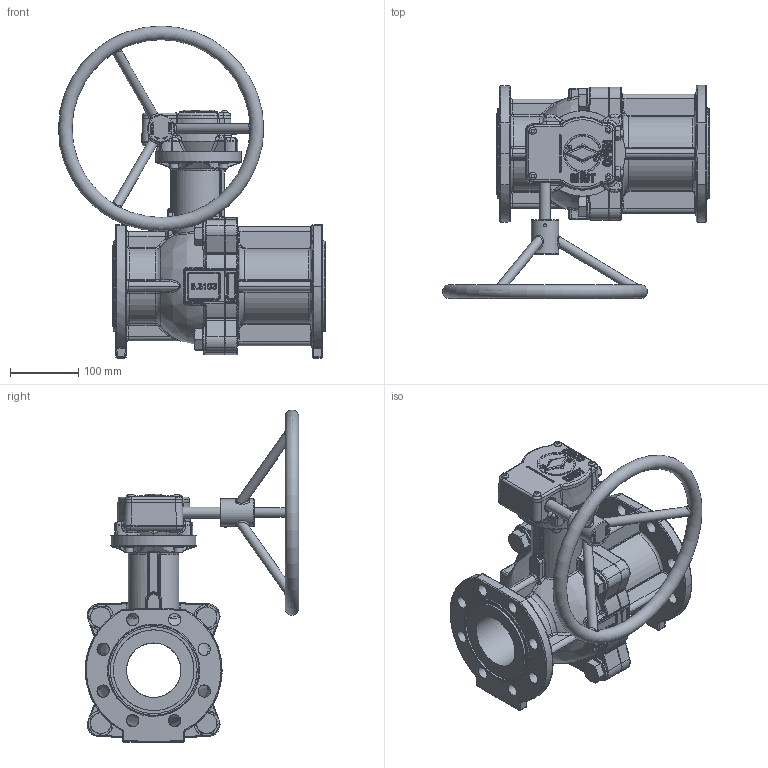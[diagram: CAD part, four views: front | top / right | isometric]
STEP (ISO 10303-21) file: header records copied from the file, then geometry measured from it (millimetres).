
FILE_DESCRIPTION(('HOOPS Exchange Step'),'2;1');
FILE_NAME('FK13001010.stp','2025-09-18T10:57:49+02:00',('nieru'),('Unknown organisation'),'HOOPS Exchange 2024.2','HOOPS Exchange','Unknown authorisation');
FILE_SCHEMA( ('AP203_CONFIGURATION_CONTROLLED_3D_DESIGN_OF_MECHANICAL_PARTS_AND_ASSEMBLIES_MIM_LF') );
Length unit declared in the file: millimetre
Products named in the file (4): 0; root
Assembly tree (3 placements, depth 3):
  root
    0
      0
      0
Bounding box: 390.62 x 312.03 x 485.5 mm (x, y, z)
Volume: 340665.8 mm3; surface area: 608590.5 mm2
Topology: 22 solids, 1672 shells, 2500 faces, 10294 edges, 9401 vertices
Faces by surface type: cylinder 788, bspline 705, plane 559, torus 210, cone 128, sphere 85, extrusion 25
Full cylindrical faces by diameter (mm): 2.2 x4, 6.647 x5, 8 x4, 8.376 x4, 10.106 x4, 10.5 x4, 11 x4, 13 x4, 14 x3, 14.8 x4, 16 x2, 17.15 x1, 17.294 x4, 18 x16, 20 x4, 21 x4, 22 x2, 28.19 x4, 37 x4, 40 x1, 52 x2, 56 x1, 71 x1, 118 x2, 125 x1, 127 x2, 132 x2, 182 x1
Entity records: 308739 total; most frequent: CARTESIAN_POINT 233671, ORIENTED_EDGE 12115, DIRECTION 10718, EDGE_CURVE 10245, VERTEX_POINT 9398, B_SPLINE_CURVE_WITH_KNOTS 4962, AXIS2_PLACEMENT_3D 4012, VECTOR 2694
